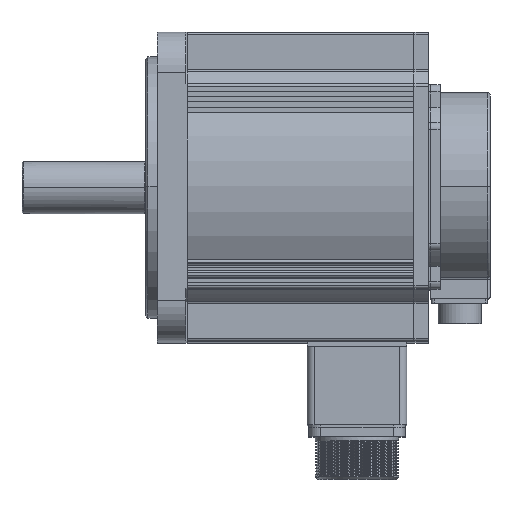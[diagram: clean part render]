
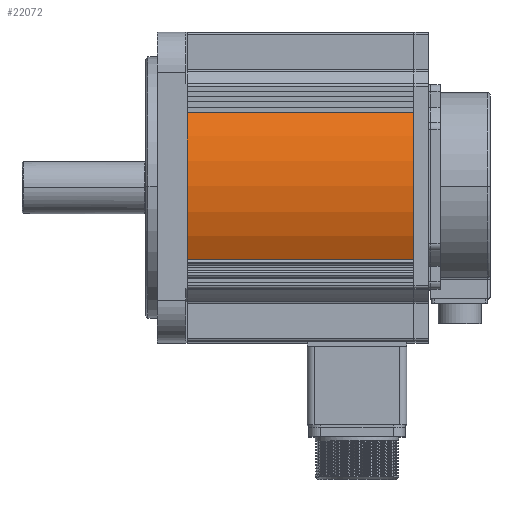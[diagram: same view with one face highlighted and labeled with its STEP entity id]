
A CAD part, top view. The second image highlights one B-rep face of the part: STEP entity #22072.
In plain terms, the highlighted cylindrical face has radius 65 mm (diameter 130 mm), a partial arc.
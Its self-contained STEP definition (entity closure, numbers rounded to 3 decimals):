
#539 = CIRCLE ( 'NONE', #17253, 65. ) ;
#1474 = AXIS2_PLACEMENT_3D ( 'NONE', #18832, #11629, #3959 ) ;
#1986 = LINE ( 'NONE', #14927, #14692 ) ;
#3959 = DIRECTION ( 'NONE',  ( 0., -1., 0.008 ) ) ;
#4376 = EDGE_CURVE ( 'NONE', #23075, #18553, #539, .T. ) ;
#5097 = DIRECTION ( 'NONE',  ( 0., 1., -0.008 ) ) ;
#5143 = VERTEX_POINT ( 'NONE', #5339 ) ;
#5162 = DIRECTION ( 'NONE',  ( -1., 0., 0. ) ) ;
#5255 = EDGE_CURVE ( 'NONE', #18553, #5143, #1986, .T. ) ;
#5339 = CARTESIAN_POINT ( 'NONE',  ( -2.353, -30.53, 57.384 ) ) ;
#7235 = VECTOR ( 'NONE', #23988, 1000. ) ;
#7380 = CARTESIAN_POINT ( 'NONE',  ( 93.147, -30.53, 57.384 ) ) ;
#7768 = DIRECTION ( 'NONE',  ( 0., 1., -0.008 ) ) ;
#9414 = ORIENTED_EDGE ( 'NONE', *, *, #5255, .F. ) ;
#9826 = DIRECTION ( 'NONE',  ( 1., 0., 0. ) ) ;
#10322 = CIRCLE ( 'NONE', #21394, 65. ) ;
#10794 = DIRECTION ( 'NONE',  ( 1., 0., 0. ) ) ;
#10914 = CARTESIAN_POINT ( 'NONE',  ( 93.147, 31.468, 56.875 ) ) ;
#11227 = CYLINDRICAL_SURFACE ( 'NONE', #1474, 65. ) ;
#11629 = DIRECTION ( 'NONE',  ( -1., 0., 0. ) ) ;
#13654 = CARTESIAN_POINT ( 'NONE',  ( -2.353, 31.468, 56.875 ) ) ;
#13950 = VERTEX_POINT ( 'NONE', #13654 ) ;
#14692 = VECTOR ( 'NONE', #5162, 1000. ) ;
#14793 = CARTESIAN_POINT ( 'NONE',  ( -2.353, 0., 0. ) ) ;
#14927 = CARTESIAN_POINT ( 'NONE',  ( 93.147, -30.53, 57.384 ) ) ;
#15196 = ORIENTED_EDGE ( 'NONE', *, *, #17707, .T. ) ;
#15283 = EDGE_LOOP ( 'NONE', ( #16477, #9414, #18873, #15196 ) ) ;
#16477 = ORIENTED_EDGE ( 'NONE', *, *, #23086, .T. ) ;
#16660 = CARTESIAN_POINT ( 'NONE',  ( 93.147, 31.468, 56.875 ) ) ;
#16866 = FACE_OUTER_BOUND ( 'NONE', #15283, .T. ) ;
#17253 = AXIS2_PLACEMENT_3D ( 'NONE', #21144, #9826, #7768 ) ;
#17707 = EDGE_CURVE ( 'NONE', #23075, #13950, #17862, .T. ) ;
#17862 = LINE ( 'NONE', #10914, #7235 ) ;
#18553 = VERTEX_POINT ( 'NONE', #7380 ) ;
#18832 = CARTESIAN_POINT ( 'NONE',  ( 93.147, 0., 0. ) ) ;
#18873 = ORIENTED_EDGE ( 'NONE', *, *, #4376, .F. ) ;
#21144 = CARTESIAN_POINT ( 'NONE',  ( 93.147, 0., 0. ) ) ;
#21394 = AXIS2_PLACEMENT_3D ( 'NONE', #14793, #10794, #5097 ) ;
#22072 = ADVANCED_FACE ( 'NONE', ( #16866 ), #11227, .T. ) ;
#23075 = VERTEX_POINT ( 'NONE', #16660 ) ;
#23086 = EDGE_CURVE ( 'NONE', #13950, #5143, #10322, .T. ) ;
#23988 = DIRECTION ( 'NONE',  ( -1., 0., 0. ) ) ;
